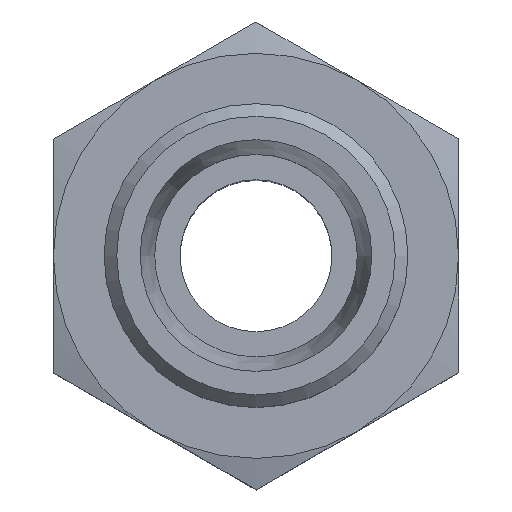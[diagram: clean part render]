
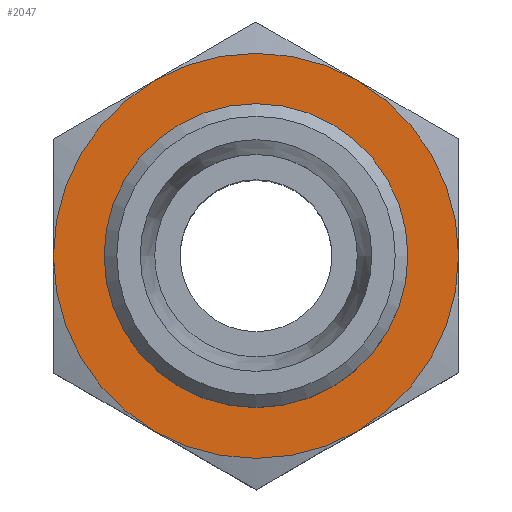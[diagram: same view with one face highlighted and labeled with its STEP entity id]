
A CAD part, top view. The second image highlights one B-rep face of the part: STEP entity #2047.
In plain terms, the highlighted planar face has unit normal (0, 0, 1).
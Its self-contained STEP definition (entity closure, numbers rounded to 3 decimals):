
#1423=CARTESIAN_POINT('',(16.,0.009,29.));
#1424=VERTEX_POINT('',#1423);
#1438=CARTESIAN_POINT('',(16.,0.,29.));
#1439=VERTEX_POINT('',#1438);
#1440=CARTESIAN_POINT('',(16.,0.009,29.));
#1441=DIRECTION('',(0.001,-1.,0.0));
#1442=VECTOR('',#1441,0.009);
#1443=LINE('',#1440,#1442);
#1444=EDGE_CURVE('',#1424,#1439,#1443,.T.);
#1504=CARTESIAN_POINT('',(7.992,13.861,29.));
#1505=VERTEX_POINT('',#1504);
#1551=CARTESIAN_POINT('',(-8.008,13.852,29.));
#1552=VERTEX_POINT('',#1551);
#1740=CARTESIAN_POINT('',(-7.992,-13.861,29.));
#1741=VERTEX_POINT('',#1740);
#1787=CARTESIAN_POINT('',(8.008,-13.852,29.));
#1788=VERTEX_POINT('',#1787);
#1867=CARTESIAN_POINT('',(-16.,-0.009,29.));
#1868=VERTEX_POINT('',#1867);
#1926=CARTESIAN_POINT('',(0.,0.,29.));
#1927=DIRECTION('',(0.0,0.0,1.0));
#1928=DIRECTION('',(-1.0,0.0,0.0));
#1929=AXIS2_PLACEMENT_3D('',#1926,#1927,#1928);
#1930=CIRCLE('',#1929,16.);
#1931=EDGE_CURVE('',#1424,#1505,#1930,.T.);
#1944=CARTESIAN_POINT('',(0.,0.,29.));
#1945=DIRECTION('',(0.0,0.0,1.0));
#1946=DIRECTION('',(-1.0,0.0,0.0));
#1947=AXIS2_PLACEMENT_3D('',#1944,#1945,#1946);
#1948=CIRCLE('',#1947,16.);
#1949=EDGE_CURVE('',#1788,#1439,#1948,.T.);
#1960=CARTESIAN_POINT('',(0.,0.,29.));
#1961=DIRECTION('',(0.0,0.0,1.0));
#1962=DIRECTION('',(-1.0,0.0,0.0));
#1963=AXIS2_PLACEMENT_3D('',#1960,#1961,#1962);
#1964=CIRCLE('',#1963,16.);
#1965=EDGE_CURVE('',#1505,#1552,#1964,.T.);
#1978=CARTESIAN_POINT('',(0.,0.,29.));
#1979=DIRECTION('',(0.0,0.0,1.0));
#1980=DIRECTION('',(-1.0,0.0,0.0));
#1981=AXIS2_PLACEMENT_3D('',#1978,#1979,#1980);
#1982=CIRCLE('',#1981,16.);
#1983=EDGE_CURVE('',#1741,#1788,#1982,.T.);
#1994=CARTESIAN_POINT('',(0.,0.,29.));
#1995=DIRECTION('',(0.0,0.0,1.0));
#1996=DIRECTION('',(-1.0,0.0,0.0));
#1997=AXIS2_PLACEMENT_3D('',#1994,#1995,#1996);
#1998=CIRCLE('',#1997,16.);
#1999=EDGE_CURVE('',#1552,#1868,#1998,.T.);
#2012=CARTESIAN_POINT('',(0.,0.,29.));
#2013=DIRECTION('',(0.0,0.0,1.0));
#2014=DIRECTION('',(-1.0,0.0,0.0));
#2015=AXIS2_PLACEMENT_3D('',#2012,#2013,#2014);
#2016=CIRCLE('',#2015,16.);
#2017=EDGE_CURVE('',#1868,#1741,#2016,.T.);
#2022=CARTESIAN_POINT('',(0.,0.,29.));
#2023=DIRECTION('',(0.0,0.0,1.0));
#2024=DIRECTION('',(1.0,0.0,0.0));
#2025=AXIS2_PLACEMENT_3D('',#2022,#2023,#2024);
#2026=PLANE('',#2025);
#2027=ORIENTED_EDGE('',*,*,#1931,.T.);
#2028=ORIENTED_EDGE('',*,*,#1965,.T.);
#2029=ORIENTED_EDGE('',*,*,#1999,.T.);
#2030=ORIENTED_EDGE('',*,*,#2017,.T.);
#2031=ORIENTED_EDGE('',*,*,#1983,.T.);
#2032=ORIENTED_EDGE('',*,*,#1949,.T.);
#2033=ORIENTED_EDGE('',*,*,#1444,.F.);
#2034=EDGE_LOOP('',(#2027,#2028,#2029,#2030,#2031,#2032,#2033));
#2035=FACE_OUTER_BOUND('',#2034,.T.);
#2036=CARTESIAN_POINT('',(11.85,0.,29.));
#2037=VERTEX_POINT('',#2036);
#2038=CARTESIAN_POINT('',(0.,0.,29.));
#2039=DIRECTION('',(0.0,0.0,1.0));
#2040=DIRECTION('',(-1.0,0.0,0.0));
#2041=AXIS2_PLACEMENT_3D('',#2038,#2039,#2040);
#2042=CIRCLE('',#2041,11.85);
#2043=EDGE_CURVE('',#2037,#2037,#2042,.T.);
#2044=ORIENTED_EDGE('',*,*,#2043,.F.);
#2045=EDGE_LOOP('',(#2044));
#2046=FACE_BOUND('',#2045,.T.);
#2047=ADVANCED_FACE('',(#2035,#2046),#2026,.T.);
